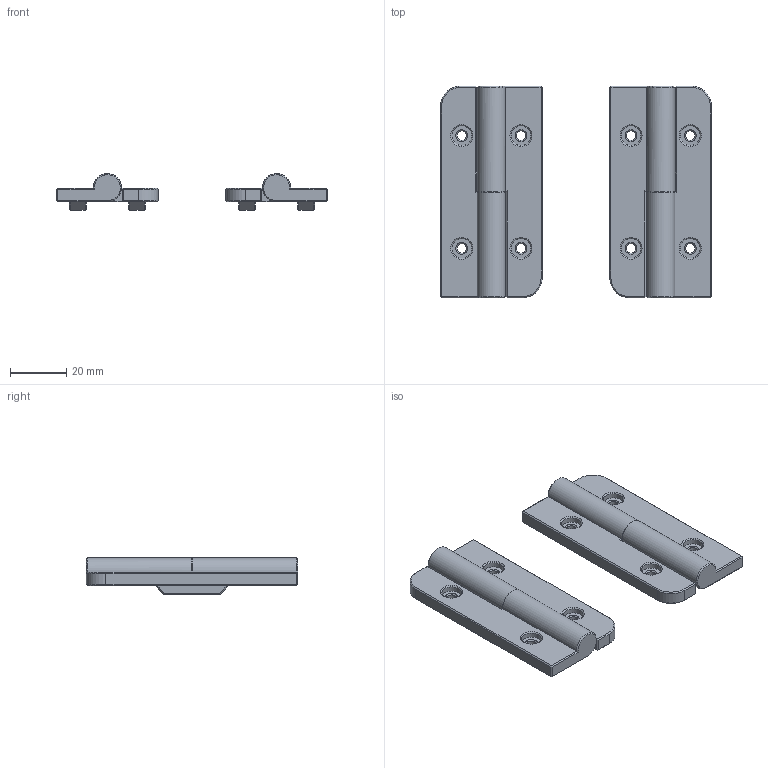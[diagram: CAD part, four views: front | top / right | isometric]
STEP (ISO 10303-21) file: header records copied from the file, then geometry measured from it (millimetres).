
FILE_DESCRIPTION(/* description */ (''),/* implementation_level */ '2;1');
FILE_NAME(/* name */ 'MoodCube_Lift_off_hinges.step',/* time_stamp */ '2022-01-30T14:56:40-05:00',/* author */ (''),/* organization */ (''),/* preprocessor_version */ 'ST-DEVELOPER v18.1',/* originating_system */ 'Autodesk Translation Framework v10.13.0.1454',/* authorisation */ '');
FILE_SCHEMA (('AUTOMOTIVE_DESIGN { 1 0 10303 214 3 1 1 }'));
Length unit declared in the file: millimetre
Products named in the file (1): Door Hinges
Bounding box: 96 x 75 x 12.99 mm (x, y, z)
Volume: 31648.9 mm3; surface area: 20096.6 mm2
Topology: 6 solids, 6 shells, 226 faces, 464 edges, 268 vertices
Faces by surface type: plane 148, cone 46, cylinder 32
Full cylindrical faces by diameter (mm): 3.4 x8, 5 x2, 5.1 x2, 5.15 x2, 5.2 x2, 7 x8
Entity records: 5839 total; most frequent: DIRECTION 1026, CARTESIAN_POINT 971, ORIENTED_EDGE 928, EDGE_CURVE 464, LINE 348, VECTOR 348, AXIS2_PLACEMENT_3D 339, VERTEX_POINT 268
